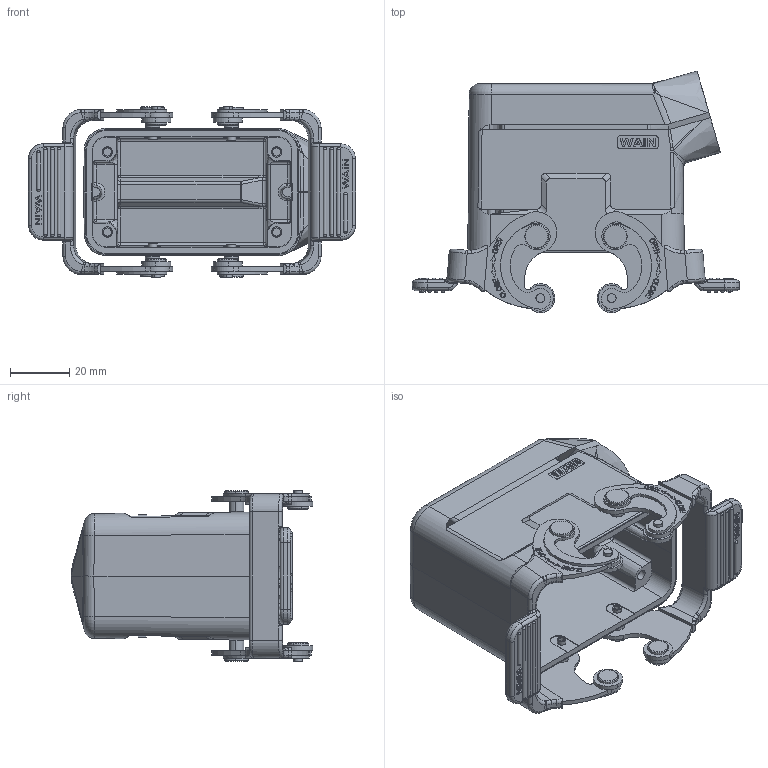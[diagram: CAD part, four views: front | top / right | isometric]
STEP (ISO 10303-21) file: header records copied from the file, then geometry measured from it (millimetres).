
FILE_DESCRIPTION((''),'2;1');
FILE_NAME('3D_1111105411002_W10B-SE-2L_SC-','2017-10-09T',('sy.ji'),(''),'PRO/ENGINEER BY PARAMETRIC TECHNOLOGY CORPORATION, 2014310','PRO/ENGINEER BY PARAMETRIC TECHNOLOGY CORPORATION, 2014310','');
FILE_SCHEMA(('CONFIG_CONTROL_DESIGN'));
Products named in the file (1): 3D_1111105411002_W10B-SE-2L_SC-
Bounding box: 110.3 x 81.45 x 57.5 mm (x, y, z)
Volume: 70274.2 mm3; surface area: 44042.5 mm2
Topology: 1 solids, 1 shells, 1571 faces, 4250 edges, 2816 vertices
Faces by surface type: plane 768, cylinder 364, extrusion 154, bspline 120, torus 64, sphere 52, cone 49
Entity records: 64930 total; most frequent: CARTESIAN_POINT 18348, ORIENTED_EDGE 8440, DIRECTION 7288, EDGE_CURVE 4220, VERTEX_POINT 2816, VECTOR 2480, AXIS2_PLACEMENT_3D 2404, LINE 2326
